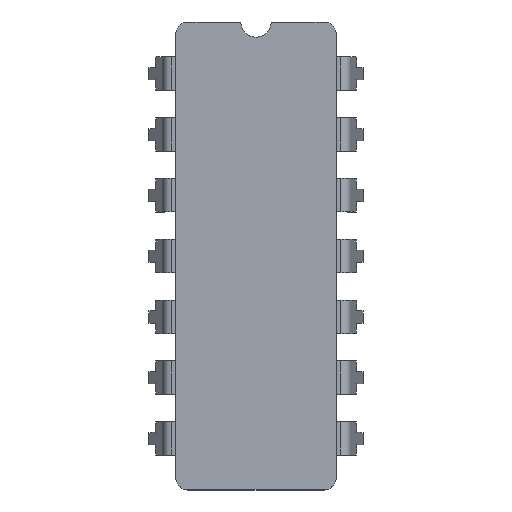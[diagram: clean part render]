
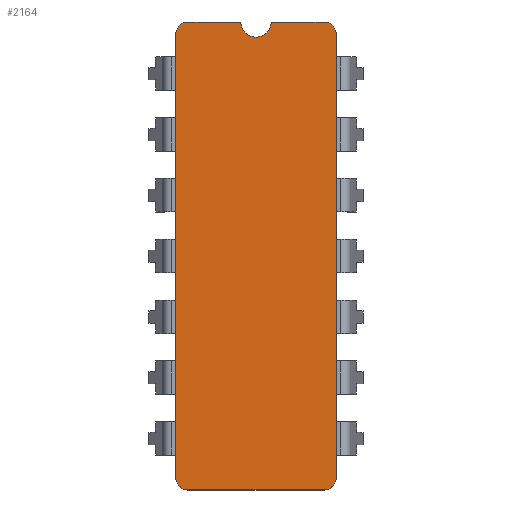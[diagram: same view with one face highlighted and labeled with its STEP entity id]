
A CAD part, top view. The second image highlights one B-rep face of the part: STEP entity #2164.
In plain terms, the highlighted face is planar.
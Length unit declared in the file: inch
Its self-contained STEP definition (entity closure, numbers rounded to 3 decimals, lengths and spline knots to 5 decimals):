
#1604=CARTESIAN_POINT('',(-0.38475,-0.073,0.));
#1605=DIRECTION('',(0.,1.,0.));
#1606=DIRECTION('',(0.,0.,1.));
#1607=AXIS2_PLACEMENT_3D('',#1604,#1605,#1606);
#1612=DIRECTION('',(0.,0.,-1.));
#1613=VECTOR('',#1612,0.0871);
#1614=CARTESIAN_POINT('',(-0.38475,-0.073,0.1121));
#1615=LINE('',#1614,#1613);
#1619=CARTESIAN_POINT('',(-0.36475,-0.073,0.1121));
#1620=DIRECTION('',(0.,-1.,0.));
#1621=DIRECTION('',(0.,0.,1.));
#1622=AXIS2_PLACEMENT_3D('',#1619,#1620,#1621);
#1627=DIRECTION('',(-1.,0.,0.));
#1628=VECTOR('',#1627,0.7295);
#1629=CARTESIAN_POINT('',(0.36475,-0.073,0.1321));
#1630=LINE('',#1629,#1628);
#1634=CARTESIAN_POINT('',(0.36475,-0.073,0.1121));
#1635=DIRECTION('',(0.,-1.,0.));
#1636=DIRECTION('',(1.,0.,0.));
#1637=AXIS2_PLACEMENT_3D('',#1634,#1635,#1636);
#1642=DIRECTION('',(0.,0.,1.));
#1643=VECTOR('',#1642,0.2242);
#1644=CARTESIAN_POINT('',(0.38475,-0.073,-0.1121));
#1645=LINE('',#1644,#1643);
#1649=CARTESIAN_POINT('',(0.36475,-0.073,-0.1121));
#1650=DIRECTION('',(0.,-1.,0.));
#1651=DIRECTION('',(0.,0.,-1.));
#1652=AXIS2_PLACEMENT_3D('',#1649,#1650,#1651);
#1657=DIRECTION('',(1.,0.,0.));
#1658=VECTOR('',#1657,0.7295);
#1659=CARTESIAN_POINT('',(-0.36475,-0.073,-0.1321));
#1660=LINE('',#1659,#1658);
#1664=CARTESIAN_POINT('',(-0.36475,-0.073,-0.1121));
#1665=DIRECTION('',(0.,-1.,0.));
#1666=DIRECTION('',(-1.,0.,0.));
#1667=AXIS2_PLACEMENT_3D('',#1664,#1665,#1666);
#1672=DIRECTION('',(0.,0.,-1.));
#1673=VECTOR('',#1672,0.0871);
#1674=CARTESIAN_POINT('',(-0.38475,-0.073,-0.025));
#1675=LINE('',#1674,#1673);
#1765=CARTESIAN_POINT('',(0.36475,-0.073,-0.1321));
#1766=CARTESIAN_POINT('',(0.38475,-0.073,-0.1121));
#1767=VERTEX_POINT('',#1765);
#1768=VERTEX_POINT('',#1766);
#1769=CARTESIAN_POINT('',(0.38475,-0.073,0.1121));
#1770=VERTEX_POINT('',#1769);
#1771=CARTESIAN_POINT('',(0.36475,-0.073,0.1321));
#1772=VERTEX_POINT('',#1771);
#1773=CARTESIAN_POINT('',(-0.36475,-0.073,0.1321));
#1774=VERTEX_POINT('',#1773);
#1775=CARTESIAN_POINT('',(-0.38475,-0.073,0.1121));
#1776=VERTEX_POINT('',#1775);
#1777=CARTESIAN_POINT('',(-0.38475,-0.073,-0.1121));
#1778=CARTESIAN_POINT('',(-0.36475,-0.073,-0.1321));
#1779=VERTEX_POINT('',#1777);
#1780=VERTEX_POINT('',#1778);
#1833=CARTESIAN_POINT('',(-0.38475,-0.073,0.025));
#1834=CARTESIAN_POINT('',(-0.38475,-0.073,-0.025));
#1835=VERTEX_POINT('',#1833);
#1836=VERTEX_POINT('',#1834);
#2138=CARTESIAN_POINT('',(0.,-0.073,0.));
#2139=DIRECTION('',(0.,-1.,0.));
#2140=DIRECTION('',(-1.,0.,0.));
#2141=AXIS2_PLACEMENT_3D('',#2138,#2139,#2140);
#2142=PLANE('',#2141);
#2143=ORIENTED_EDGE('',*,*,#2128,.F.);
#2145=ORIENTED_EDGE('',*,*,#2144,.F.);
#2147=ORIENTED_EDGE('',*,*,#2146,.F.);
#2149=ORIENTED_EDGE('',*,*,#2148,.F.);
#2151=ORIENTED_EDGE('',*,*,#2150,.F.);
#2153=ORIENTED_EDGE('',*,*,#2152,.F.);
#2155=ORIENTED_EDGE('',*,*,#2154,.F.);
#2157=ORIENTED_EDGE('',*,*,#2156,.F.);
#2159=ORIENTED_EDGE('',*,*,#2158,.F.);
#2161=ORIENTED_EDGE('',*,*,#2160,.F.);
#2162=EDGE_LOOP('',(#2143,#2145,#2147,#2149,#2151,#2153,#2155,#2157,#2159,
#2161));
#2163=FACE_OUTER_BOUND('',#2162,.F.);
#1608=CIRCLE('',#1607,0.025);
#1623=CIRCLE('',#1622,0.02);
#1638=CIRCLE('',#1637,0.02);
#1653=CIRCLE('',#1652,0.02);
#1668=CIRCLE('',#1667,0.02);
#2128=EDGE_CURVE('',#1835,#1836,#1608,.T.);
#2144=EDGE_CURVE('',#1776,#1835,#1615,.T.);
#2146=EDGE_CURVE('',#1774,#1776,#1623,.T.);
#2148=EDGE_CURVE('',#1772,#1774,#1630,.T.);
#2150=EDGE_CURVE('',#1770,#1772,#1638,.T.);
#2152=EDGE_CURVE('',#1768,#1770,#1645,.T.);
#2154=EDGE_CURVE('',#1767,#1768,#1653,.T.);
#2156=EDGE_CURVE('',#1780,#1767,#1660,.T.);
#2158=EDGE_CURVE('',#1779,#1780,#1668,.T.);
#2160=EDGE_CURVE('',#1836,#1779,#1675,.T.);
#2164=ADVANCED_FACE('',(#2163),#2142,.T.);
